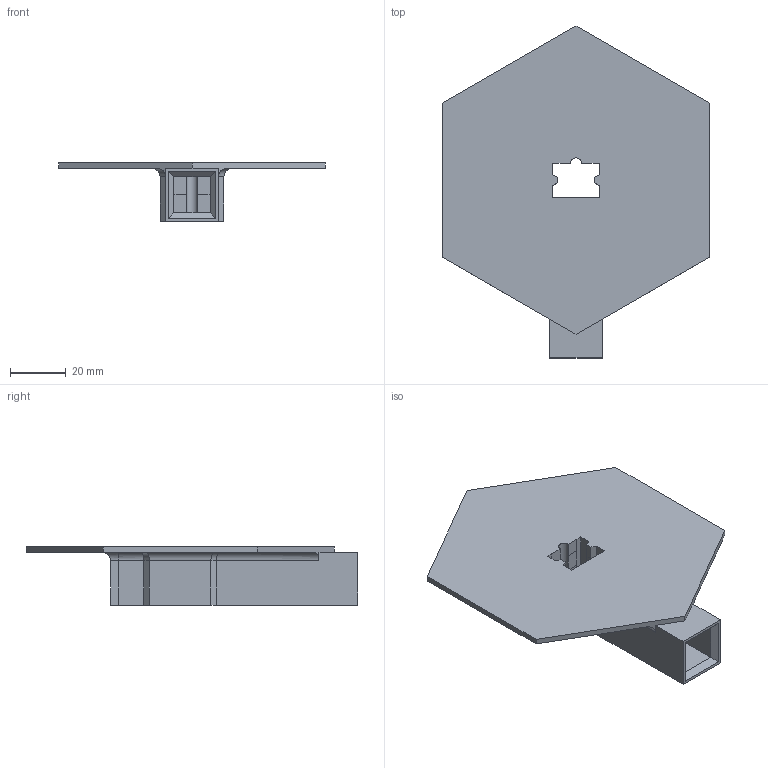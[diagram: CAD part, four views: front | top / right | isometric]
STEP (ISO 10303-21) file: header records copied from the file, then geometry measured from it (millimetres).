
FILE_DESCRIPTION(('FreeCAD Model'),'2;1');
FILE_NAME('Open CASCADE Shape Model','2024-06-11T13:40:36',('Author'),( ''),'Open CASCADE STEP processor 7.6','FreeCAD','Unknown');
FILE_SCHEMA(('AUTOMOTIVE_DESIGN { 1 0 10303 214 1 1 1 1 }'));
Length unit declared in the file: millimetre
Products named in the file (1): Body
Bounding box: 96 x 119.38 x 21 mm (x, y, z)
Volume: 33605.8 mm3; surface area: 25394.1 mm2
Topology: 1 solids, 1 shells, 92 faces, 241 edges, 150 vertices
Faces by surface type: plane 78, cylinder 14
Entity records: 2775 total; most frequent: CARTESIAN_POINT 484, ORIENTED_EDGE 482, DIRECTION 443, EDGE_CURVE 241, LINE 225, VECTOR 225, VERTEX_POINT 150, AXIS2_PLACEMENT_3D 109
